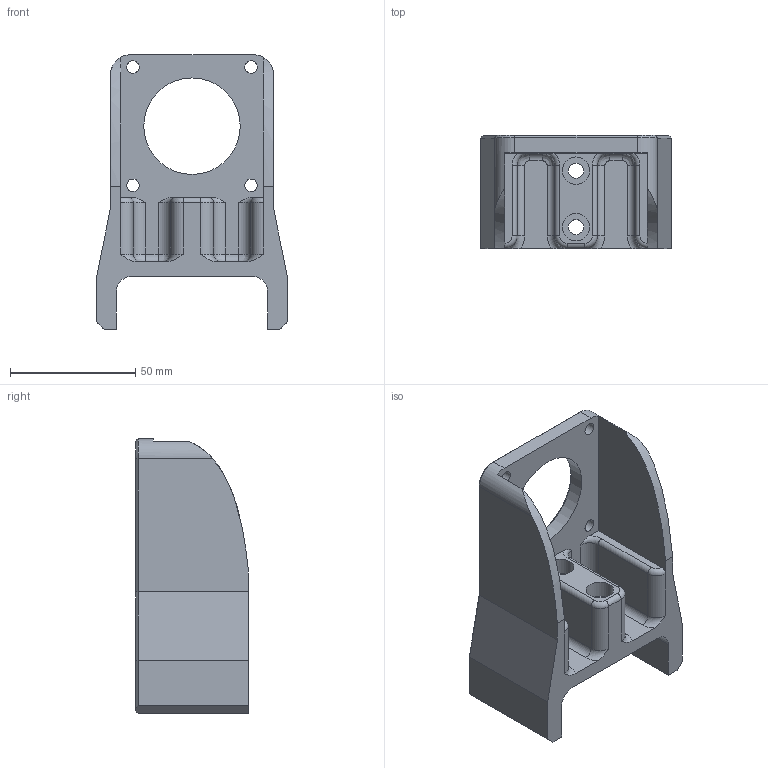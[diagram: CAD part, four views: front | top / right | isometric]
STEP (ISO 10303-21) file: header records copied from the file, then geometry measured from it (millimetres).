
FILE_DESCRIPTION(/* description */ (''),/* implementation_level */ '2;1');
FILE_NAME(/* name */ 'YstepperMount.step',/* time_stamp */ '2024-03-04T18:35:23Z',/* author */ (''),/* organization */ (''),/* preprocessor_version */ 'ST-DEVELOPER v20',/* originating_system */ 'Autodesk Translation Framework v12.20.1.177',/* authorisation */ '');
FILE_SCHEMA (('AUTOMOTIVE_DESIGN { 1 0 10303 214 3 1 1 }','MODEL_BASED_INTEGRATED_MANUFACTURING_SCHEMA'));
Length unit declared in the file: millimetre
Products named in the file (1): Mount
Bounding box: 76 x 45 x 109.5 mm (x, y, z)
Volume: 112890.3 mm3; surface area: 35610.2 mm2
Topology: 1 solids, 1 shells, 97 faces, 240 edges, 147 vertices
Faces by surface type: plane 42, cylinder 32, torus 12, bspline 6, cone 5
Full cylindrical faces by diameter (mm): 5 x4, 6.1 x2, 11 x2, 38.5 x1
Entity records: 3011 total; most frequent: CARTESIAN_POINT 633, DIRECTION 497, ORIENTED_EDGE 480, EDGE_CURVE 240, AXIS2_PLACEMENT_3D 179, VERTEX_POINT 147, LINE 139, VECTOR 139
